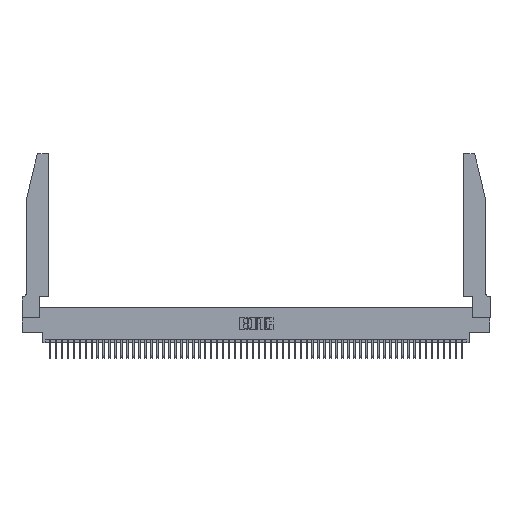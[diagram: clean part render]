
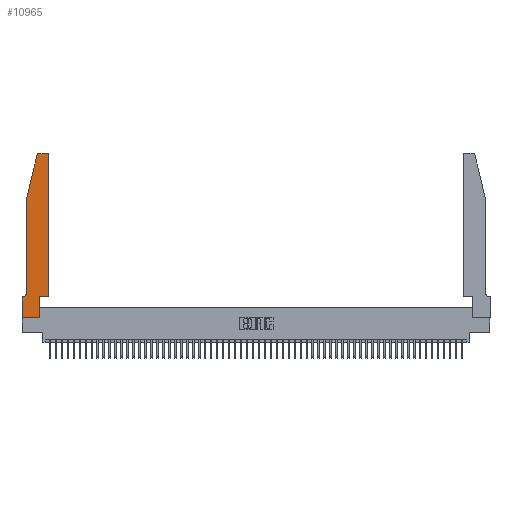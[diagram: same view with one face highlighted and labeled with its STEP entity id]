
A CAD part, top view. The second image highlights one B-rep face of the part: STEP entity #10965.
In plain terms, the highlighted planar face has unit normal (0, 0, 1).
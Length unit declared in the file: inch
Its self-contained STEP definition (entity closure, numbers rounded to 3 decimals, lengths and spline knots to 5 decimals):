
#32 = DIRECTION ( 'NONE',  ( 1., 0., 0. ) ) ;
#79 = DIRECTION ( 'NONE',  ( 0., -1., 0. ) ) ;
#97 = ORIENTED_EDGE ( 'NONE', *, *, #18768, .T. ) ;
#1245 = VERTEX_POINT ( 'NONE', #43176 ) ;
#1497 = CARTESIAN_POINT ( 'NONE',  ( 0.4505, 2.72, 0.37 ) ) ;
#1630 = VERTEX_POINT ( 'NONE', #41319 ) ;
#2458 = FACE_OUTER_BOUND ( 'NONE', #37486, .T. ) ;
#2643 = VERTEX_POINT ( 'NONE', #16960 ) ;
#3733 = DIRECTION ( 'NONE',  ( 0., -1., 0. ) ) ;
#4148 = ORIENTED_EDGE ( 'NONE', *, *, #20386, .T. ) ;
#4492 = EDGE_CURVE ( 'NONE', #33087, #40074, #32989, .T. ) ;
#5925 = CARTESIAN_POINT ( 'NONE',  ( 0., 0., 0.37 ) ) ;
#6540 = LINE ( 'NONE', #30115, #37122 ) ;
#7138 = EDGE_CURVE ( 'NONE', #40074, #1630, #44675, .T. ) ;
#8277 = PLANE ( 'NONE',  #41063 ) ;
#8665 = DIRECTION ( 'NONE',  ( 0., 0., -1. ) ) ;
#8969 = VECTOR ( 'NONE', #37085, 39.37008 ) ;
#9177 = CARTESIAN_POINT ( 'NONE',  ( 0.0755, 2., 0.37 ) ) ;
#10826 = LINE ( 'NONE', #36647, #31662 ) ;
#10965 = ADVANCED_FACE ( 'NONE', ( #2458 ), #8277, .T. ) ;
#11983 = CARTESIAN_POINT ( 'NONE',  ( 0.0055, 0.35, 0.37 ) ) ;
#12190 = LINE ( 'NONE', #16843, #44007 ) ;
#14318 = DIRECTION ( 'NONE',  ( -0.239, -0.971, 0. ) ) ;
#14648 = CARTESIAN_POINT ( 'NONE',  ( 0.284, 2.75, 0.37 ) ) ;
#14694 = ORIENTED_EDGE ( 'NONE', *, *, #50504, .T. ) ;
#14712 = EDGE_CURVE ( 'NONE', #36207, #18786, #35331, .T. ) ;
#16134 = CARTESIAN_POINT ( 'NONE',  ( 0.4205, 2.72, 0.37 ) ) ;
#16269 = CARTESIAN_POINT ( 'NONE',  ( 0.2865, 0.35, 0.37 ) ) ;
#16383 = CARTESIAN_POINT ( 'NONE',  ( 0.0755, 0.35, 0.37 ) ) ;
#16712 = CARTESIAN_POINT ( 'NONE',  ( 0.0755, 2., 0.37 ) ) ;
#16843 = CARTESIAN_POINT ( 'NONE',  ( 0.2865, 0.35, 0.37 ) ) ;
#16960 = CARTESIAN_POINT ( 'NONE',  ( 0.25487, 2.72718, 0.37 ) ) ;
#17214 = CIRCLE ( 'NONE', #34800, 0.03 ) ;
#17421 = CARTESIAN_POINT ( 'NONE',  ( 0., 0.35, 0.37 ) ) ;
#18768 = EDGE_CURVE ( 'NONE', #23591, #1245, #31277, .T. ) ;
#18786 = VERTEX_POINT ( 'NONE', #50069 ) ;
#20006 = LINE ( 'NONE', #16383, #8969 ) ;
#20206 = CARTESIAN_POINT ( 'NONE',  ( 0.284, 2.72, 0.37 ) ) ;
#20291 = DIRECTION ( 'NONE',  ( 1., 0., 0. ) ) ;
#20386 = EDGE_CURVE ( 'NONE', #48445, #22869, #20006, .T. ) ;
#21016 = EDGE_CURVE ( 'NONE', #22869, #36207, #10826, .T. ) ;
#21932 = DIRECTION ( 'NONE',  ( 1., 0., 0. ) ) ;
#22869 = VERTEX_POINT ( 'NONE', #17421 ) ;
#23371 = ORIENTED_EDGE ( 'NONE', *, *, #32041, .T. ) ;
#23591 = VERTEX_POINT ( 'NONE', #9177 ) ;
#24371 = DIRECTION ( 'NONE',  ( 1., 0., 0. ) ) ;
#24602 = CARTESIAN_POINT ( 'NONE',  ( 0.2605, 2.75, 0.37 ) ) ;
#24621 = AXIS2_PLACEMENT_3D ( 'NONE', #16134, #45140, #20291 ) ;
#24657 = DIRECTION ( 'NONE',  ( 1., 0., 0. ) ) ;
#24979 = EDGE_CURVE ( 'NONE', #40431, #33087, #6540, .T. ) ;
#24985 = DIRECTION ( 'NONE',  ( 0., 0., 1. ) ) ;
#25041 = AXIS2_PLACEMENT_3D ( 'NONE', #33569, #8665, #37727 ) ;
#25440 = VECTOR ( 'NONE', #14318, 39.37008 ) ;
#25739 = ORIENTED_EDGE ( 'NONE', *, *, #43184, .T. ) ;
#26319 = LINE ( 'NONE', #24602, #47115 ) ;
#26838 = EDGE_CURVE ( 'NONE', #18786, #40431, #12190, .T. ) ;
#27335 = VECTOR ( 'NONE', #79, 39.37008 ) ;
#27524 = CARTESIAN_POINT ( 'NONE',  ( 0.4505, 0.35, 0.37 ) ) ;
#28808 = DIRECTION ( 'NONE',  ( -1., 0., 0. ) ) ;
#30115 = CARTESIAN_POINT ( 'NONE',  ( 0.4505, 0.35, 0.37 ) ) ;
#31208 = VERTEX_POINT ( 'NONE', #14648 ) ;
#31277 = LINE ( 'NONE', #16712, #27335 ) ;
#31662 = VECTOR ( 'NONE', #3733, 39.37008 ) ;
#32019 = ORIENTED_EDGE ( 'NONE', *, *, #14712, .T. ) ;
#32041 = EDGE_CURVE ( 'NONE', #31208, #2643, #17214, .T. ) ;
#32937 = ORIENTED_EDGE ( 'NONE', *, *, #44603, .T. ) ;
#32989 = LINE ( 'NONE', #42182, #42699 ) ;
#33038 = CARTESIAN_POINT ( 'NONE',  ( 0., 0., 0.37 ) ) ;
#33087 = VERTEX_POINT ( 'NONE', #27524 ) ;
#33187 = CARTESIAN_POINT ( 'NONE',  ( 0., 0.35, 0.37 ) ) ;
#33569 = CARTESIAN_POINT ( 'NONE',  ( 0.0055, 0.42, 0.37 ) ) ;
#34800 = AXIS2_PLACEMENT_3D ( 'NONE', #20206, #49237, #24371 ) ;
#34854 = ORIENTED_EDGE ( 'NONE', *, *, #24979, .T. ) ;
#35331 = LINE ( 'NONE', #33038, #45033 ) ;
#36207 = VERTEX_POINT ( 'NONE', #5925 ) ;
#36647 = CARTESIAN_POINT ( 'NONE',  ( 0., 0., 0.37 ) ) ;
#37085 = DIRECTION ( 'NONE',  ( -1., 0., 0. ) ) ;
#37122 = VECTOR ( 'NONE', #21932, 39.37008 ) ;
#37486 = EDGE_LOOP ( 'NONE', ( #25739, #23371, #14694, #97, #32937, #4148, #44329, #32019, #39136, #34854, #40335, #46931 ) ) ;
#37727 = DIRECTION ( 'NONE',  ( -1., 0., 0. ) ) ;
#37787 = LINE ( 'NONE', #47377, #25440 ) ;
#39136 = ORIENTED_EDGE ( 'NONE', *, *, #26838, .T. ) ;
#40074 = VERTEX_POINT ( 'NONE', #1497 ) ;
#40335 = ORIENTED_EDGE ( 'NONE', *, *, #4492, .T. ) ;
#40431 = VERTEX_POINT ( 'NONE', #16269 ) ;
#41063 = AXIS2_PLACEMENT_3D ( 'NONE', #33187, #24985, #32 ) ;
#41319 = CARTESIAN_POINT ( 'NONE',  ( 0.4205, 2.75, 0.37 ) ) ;
#42182 = CARTESIAN_POINT ( 'NONE',  ( 0.4505, 0.35, 0.37 ) ) ;
#42699 = VECTOR ( 'NONE', #46354, 39.37008 ) ;
#43176 = CARTESIAN_POINT ( 'NONE',  ( 0.0755, 0.42, 0.37 ) ) ;
#43184 = EDGE_CURVE ( 'NONE', #1630, #31208, #26319, .T. ) ;
#44007 = VECTOR ( 'NONE', #45853, 39.37008 ) ;
#44329 = ORIENTED_EDGE ( 'NONE', *, *, #21016, .T. ) ;
#44603 = EDGE_CURVE ( 'NONE', #1245, #48445, #50163, .T. ) ;
#44675 = CIRCLE ( 'NONE', #24621, 0.03 ) ;
#45033 = VECTOR ( 'NONE', #24657, 39.37008 ) ;
#45140 = DIRECTION ( 'NONE',  ( 0., 0., 1. ) ) ;
#45853 = DIRECTION ( 'NONE',  ( 0., 1., 0. ) ) ;
#46354 = DIRECTION ( 'NONE',  ( 0., 1., 0. ) ) ;
#46931 = ORIENTED_EDGE ( 'NONE', *, *, #7138, .T. ) ;
#47115 = VECTOR ( 'NONE', #28808, 39.37008 ) ;
#47377 = CARTESIAN_POINT ( 'NONE',  ( 0.0755, 2., 0.37 ) ) ;
#48445 = VERTEX_POINT ( 'NONE', #11983 ) ;
#49237 = DIRECTION ( 'NONE',  ( 0., 0., 1. ) ) ;
#50069 = CARTESIAN_POINT ( 'NONE',  ( 0.2865, 0., 0.37 ) ) ;
#50163 = CIRCLE ( 'NONE', #25041, 0.07 ) ;
#50504 = EDGE_CURVE ( 'NONE', #2643, #23591, #37787, .T. ) ;
